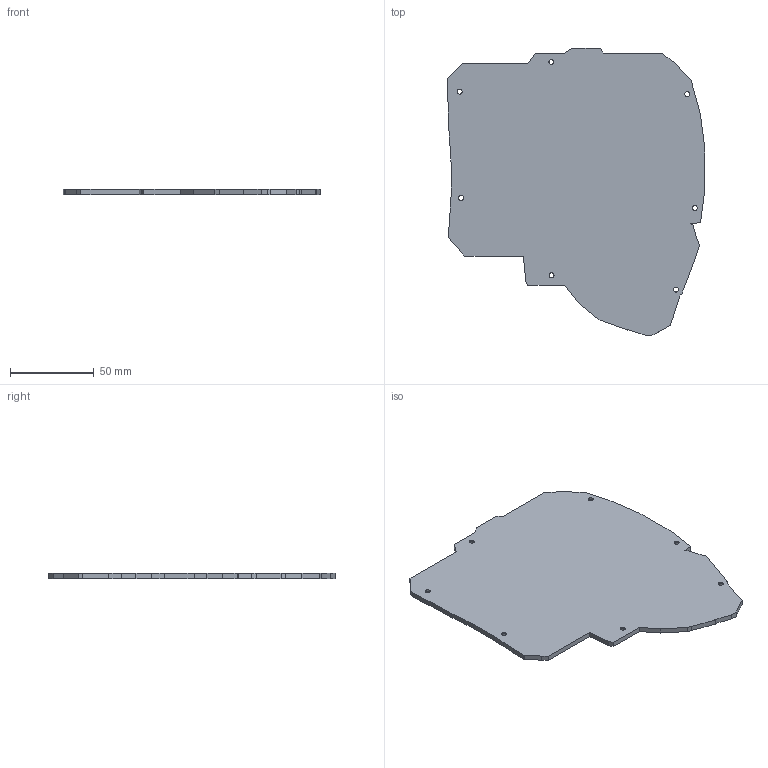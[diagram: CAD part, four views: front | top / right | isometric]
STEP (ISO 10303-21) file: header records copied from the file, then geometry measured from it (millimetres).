
FILE_DESCRIPTION(('Open CASCADE Model'),'2;1');
FILE_NAME('Open CASCADE Shape Model','2022-05-20T21:10:04',('Author'),( 'Open CASCADE'),'Open CASCADE STEP processor 7.4','Open CASCADE 7.4' ,'Unknown');
FILE_SCHEMA(('AUTOMOTIVE_DESIGN { 1 0 10303 214 1 1 1 1 }'));
Length unit declared in the file: millimetre
Products named in the file (1): Open CASCADE STEP translator 7.4 165
Bounding box: 154.13 x 171.55 x 3 mm (x, y, z)
Volume: 61691.6 mm3; surface area: 43747.2 mm2
Topology: 1 solids, 1 shells, 130 faces, 365 edges, 241 vertices
Faces by surface type: plane 109, cylinder 8, cone 7, bspline 6
Full cylindrical faces by diameter (mm): 3 x7
Entity records: 9751 total; most frequent: CARTESIAN_POINT 2445, DIRECTION 1322, LINE 1026, VECTOR 1026, ORIENTED_EDGE 730, PCURVE 730, DEFINITIONAL_REPRESENTATION 730, EDGE_CURVE 365
